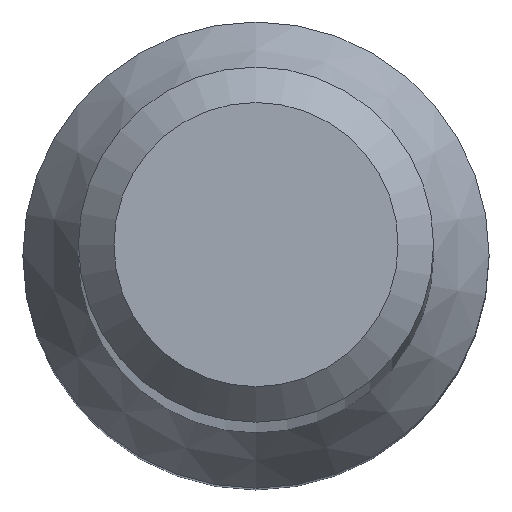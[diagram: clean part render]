
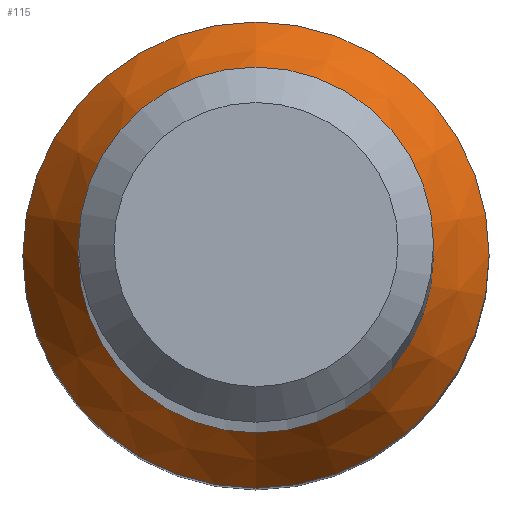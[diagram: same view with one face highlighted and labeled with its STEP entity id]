
A CAD part, top view. The second image highlights one B-rep face of the part: STEP entity #115.
In plain terms, the highlighted conical face has half-angle 30 degrees and reference radius 2.625 mm.
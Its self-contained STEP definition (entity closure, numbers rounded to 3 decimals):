
#12 = EDGE_LOOP ( 'NONE', ( #104 ) ) ;
#13 = CIRCLE ( 'NONE', #227, 2.625 ) ;
#19 = DIRECTION ( 'NONE',  ( 0., 0., -1. ) ) ;
#22 = CONICAL_SURFACE ( 'NONE', #122, 2.625, 0.524 ) ;
#27 = AXIS2_PLACEMENT_3D ( 'NONE', #92, #40, #124 ) ;
#40 = DIRECTION ( 'NONE',  ( 0., 0., -1. ) ) ;
#61 = EDGE_CURVE ( 'NONE', #171, #171, #13, .T. ) ;
#69 = EDGE_CURVE ( 'NONE', #82, #82, #165, .T. ) ;
#78 = CARTESIAN_POINT ( 'NONE',  ( 0., 0., 12. ) ) ;
#82 = VERTEX_POINT ( 'NONE', #86 ) ;
#86 = CARTESIAN_POINT ( 'NONE',  ( 0., 2., 13.083 ) ) ;
#92 = CARTESIAN_POINT ( 'NONE',  ( 0., 0., 13.083 ) ) ;
#93 = DIRECTION ( 'NONE',  ( 0., 0., -1. ) ) ;
#104 = ORIENTED_EDGE ( 'NONE', *, *, #69, .T. ) ;
#110 = FACE_OUTER_BOUND ( 'NONE', #173, .T. ) ;
#115 = ADVANCED_FACE ( 'NONE', ( #240, #110 ), #22, .T. ) ;
#122 = AXIS2_PLACEMENT_3D ( 'NONE', #78, #93, #163 ) ;
#124 = DIRECTION ( 'NONE',  ( 0., 1., 0. ) ) ;
#158 = CARTESIAN_POINT ( 'NONE',  ( 0., 0., 12. ) ) ;
#163 = DIRECTION ( 'NONE',  ( 0., 1., 0. ) ) ;
#165 = CIRCLE ( 'NONE', #27, 2. ) ;
#171 = VERTEX_POINT ( 'NONE', #241 ) ;
#173 = EDGE_LOOP ( 'NONE', ( #179 ) ) ;
#179 = ORIENTED_EDGE ( 'NONE', *, *, #61, .F. ) ;
#195 = DIRECTION ( 'NONE',  ( 0., 1., 0. ) ) ;
#227 = AXIS2_PLACEMENT_3D ( 'NONE', #158, #19, #195 ) ;
#240 = FACE_BOUND ( 'NONE', #12, .T. ) ;
#241 = CARTESIAN_POINT ( 'NONE',  ( 0., 2.625, 12. ) ) ;
